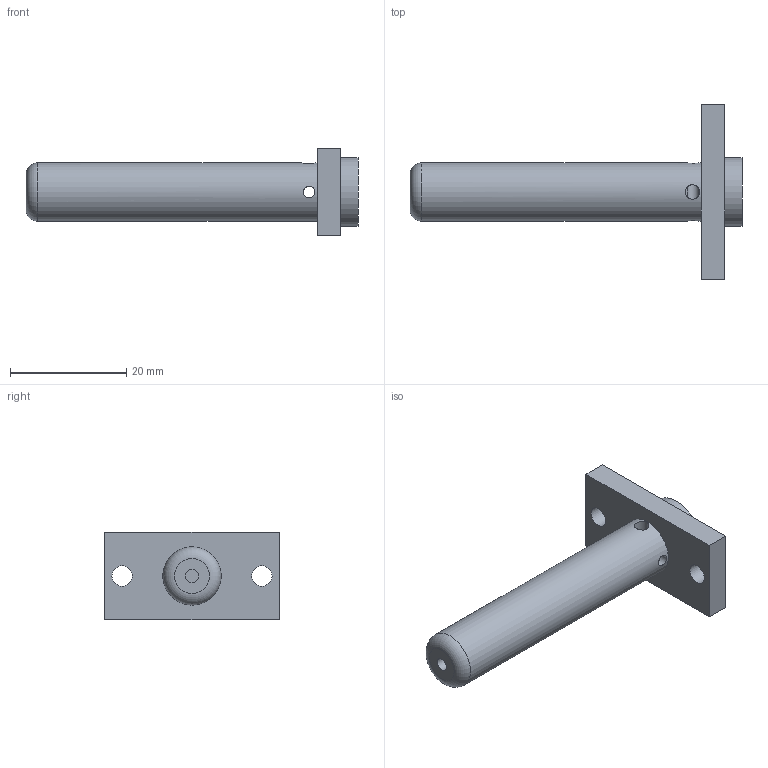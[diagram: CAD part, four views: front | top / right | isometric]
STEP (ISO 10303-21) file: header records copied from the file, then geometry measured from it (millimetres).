
FILE_DESCRIPTION(/* description */ (''),/* implementation_level */ '2;1');
FILE_NAME(/* name */ '012 v5.stp',/* time_stamp */ '2024-05-05T11:33:43+02:00',/* author */ (''),/* organization */ (''),/* preprocessor_version */ 'ST-DEVELOPER v20',/* originating_system */ 'Autodesk Translation Framework v12.20.1.177',/* authorisation */ '');
FILE_SCHEMA (('AUTOMOTIVE_DESIGN { 1 0 10303 214 3 1 1 }'));
Length unit declared in the file: millimetre
Products named in the file (1): 012
Bounding box: 57 x 30 x 15 mm (x, y, z)
Volume: 5842.7 mm3; surface area: 3138.9 mm2
Topology: 1 solids, 1 shells, 19 faces, 48 edges, 32 vertices
Faces by surface type: plane 11, cylinder 7, torus 1
Full cylindrical faces by diameter (mm): 2 x1, 2.2 x1, 2.5 x1, 3.5 x2, 10 x1, 11.7 x1
Entity records: 750 total; most frequent: CARTESIAN_POINT 241, ORIENTED_EDGE 96, DIRECTION 95, EDGE_CURVE 48, AXIS2_PLACEMENT_3D 36, VERTEX_POINT 32, EDGE_LOOP 28, LINE 23
